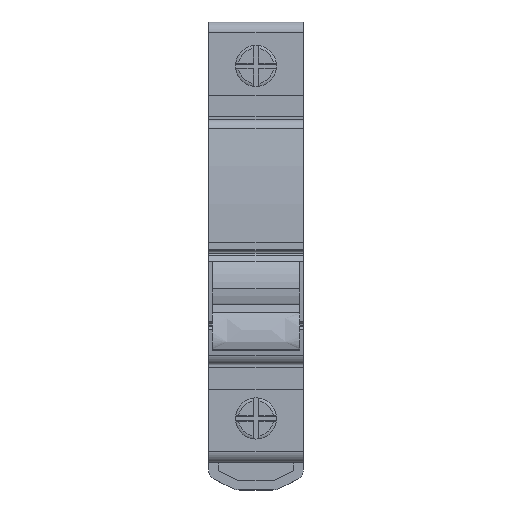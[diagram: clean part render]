
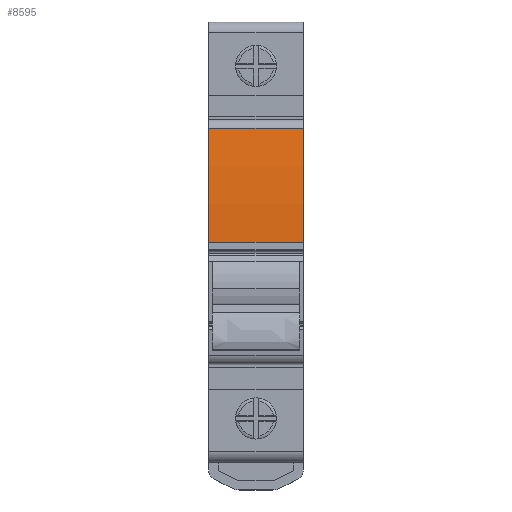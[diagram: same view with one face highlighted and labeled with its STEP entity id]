
A CAD part, top view. The second image highlights one B-rep face of the part: STEP entity #8595.
In plain terms, the highlighted cylindrical face has radius 122.659 mm (diameter 245.319 mm), a partial arc.
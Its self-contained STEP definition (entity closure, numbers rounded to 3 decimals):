
#229 = DIRECTION ( 'NONE',  ( 0., 0., 1. ) ) ;
#712 = CARTESIAN_POINT ( 'NONE',  ( 8.75, 0., -55.16 ) ) ;
#744 = LINE ( 'NONE', #4216, #1898 ) ;
#1082 = CARTESIAN_POINT ( 'NONE',  ( 8.75, 0., 67.5 ) ) ;
#1390 = AXIS2_PLACEMENT_3D ( 'NONE', #5340, #3087, #5523 ) ;
#1501 = ORIENTED_EDGE ( 'NONE', *, *, #3343, .F. ) ;
#1793 = CYLINDRICAL_SURFACE ( 'NONE', #1390, 122.66 ) ;
#1898 = VECTOR ( 'NONE', #7817, 1000. ) ;
#2278 = CARTESIAN_POINT ( 'NONE',  ( -8.75, 0., -55.16 ) ) ;
#2358 = EDGE_CURVE ( 'NONE', #6906, #6543, #3189, .T. ) ;
#2467 = CARTESIAN_POINT ( 'NONE',  ( 8.75, 20.941, 65.699 ) ) ;
#2479 = ORIENTED_EDGE ( 'NONE', *, *, #5062, .T. ) ;
#3087 = DIRECTION ( 'NONE',  ( -1., 0., 0. ) ) ;
#3189 = CIRCLE ( 'NONE', #8342, 122.66 ) ;
#3335 = EDGE_LOOP ( 'NONE', ( #1501, #4245, #2479, #3746 ) ) ;
#3343 = EDGE_CURVE ( 'NONE', #6543, #8992, #744, .T. ) ;
#3575 = CARTESIAN_POINT ( 'NONE',  ( -8.75, 0., 67.5 ) ) ;
#3601 = DIRECTION ( 'NONE',  ( 1., 0., 0. ) ) ;
#3746 = ORIENTED_EDGE ( 'NONE', *, *, #5623, .T. ) ;
#4093 = DIRECTION ( 'NONE',  ( -1., 0., 0. ) ) ;
#4188 = DIRECTION ( 'NONE',  ( 1., 0., 0. ) ) ;
#4216 = CARTESIAN_POINT ( 'NONE',  ( 8.75, 0., 67.5 ) ) ;
#4245 = ORIENTED_EDGE ( 'NONE', *, *, #2358, .F. ) ;
#4706 = VECTOR ( 'NONE', #4093, 1000. ) ;
#4745 = CARTESIAN_POINT ( 'NONE',  ( 8.75, 20.941, 65.699 ) ) ;
#5062 = EDGE_CURVE ( 'NONE', #6906, #7179, #5538, .T. ) ;
#5317 = AXIS2_PLACEMENT_3D ( 'NONE', #2278, #3601, #229 ) ;
#5340 = CARTESIAN_POINT ( 'NONE',  ( 8.75, 0., -55.16 ) ) ;
#5523 = DIRECTION ( 'NONE',  ( 0., 0., 1. ) ) ;
#5538 = LINE ( 'NONE', #4745, #4706 ) ;
#5623 = EDGE_CURVE ( 'NONE', #7179, #8992, #8822, .T. ) ;
#6030 = FACE_OUTER_BOUND ( 'NONE', #3335, .T. ) ;
#6543 = VERTEX_POINT ( 'NONE', #1082 ) ;
#6777 = CARTESIAN_POINT ( 'NONE',  ( -8.75, 20.941, 65.699 ) ) ;
#6906 = VERTEX_POINT ( 'NONE', #2467 ) ;
#7179 = VERTEX_POINT ( 'NONE', #6777 ) ;
#7817 = DIRECTION ( 'NONE',  ( -1., 0., 0. ) ) ;
#8342 = AXIS2_PLACEMENT_3D ( 'NONE', #712, #4188, #8550 ) ;
#8550 = DIRECTION ( 'NONE',  ( 0., 0., -1. ) ) ;
#8595 = ADVANCED_FACE ( 'NONE', ( #6030 ), #1793, .T. ) ;
#8822 = CIRCLE ( 'NONE', #5317, 122.66 ) ;
#8992 = VERTEX_POINT ( 'NONE', #3575 ) ;
